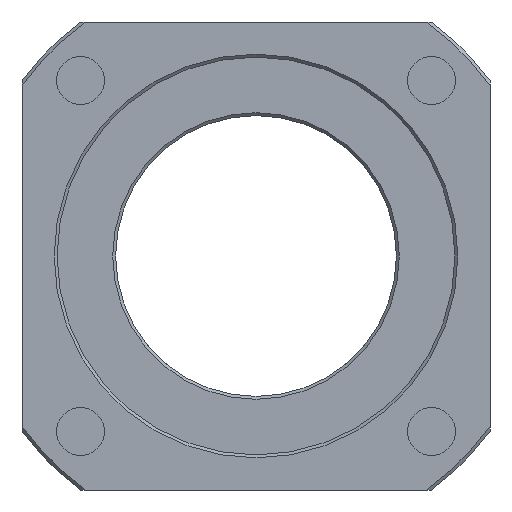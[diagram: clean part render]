
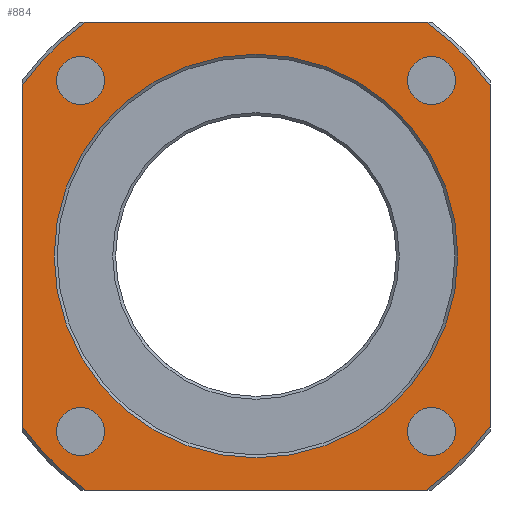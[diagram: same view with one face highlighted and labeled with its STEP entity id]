
A CAD part, front view. The second image highlights one B-rep face of the part: STEP entity #884.
In plain terms, the highlighted planar face has unit normal (0, -1, 0).
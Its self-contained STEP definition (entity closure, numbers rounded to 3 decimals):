
#73=LINE('',#1274,#105);
#74=LINE('',#1278,#106);
#75=LINE('',#1282,#107);
#76=LINE('',#1285,#108);
#105=VECTOR('',#1045,58.318);
#106=VECTOR('',#1048,58.318);
#107=VECTOR('',#1051,58.318);
#108=VECTOR('',#1054,58.318);
#137=PLANE('',#938);
#151=FACE_BOUND('',#237,.T.);
#152=FACE_BOUND('',#238,.T.);
#153=FACE_BOUND('',#239,.T.);
#154=FACE_BOUND('',#240,.T.);
#155=FACE_BOUND('',#241,.T.);
#185=FACE_OUTER_BOUND('',#236,.T.);
#236=EDGE_LOOP('',(#576,#577,#578,#579,#580,#581,#582,#583));
#237=EDGE_LOOP('',(#584));
#238=EDGE_LOOP('',(#585));
#239=EDGE_LOOP('',(#586));
#240=EDGE_LOOP('',(#587));
#241=EDGE_LOOP('',(#588));
#318=CIRCLE('',#936,34.5);
#320=CIRCLE('',#939,49.5);
#321=CIRCLE('',#940,49.5);
#322=CIRCLE('',#941,49.5);
#323=CIRCLE('',#942,49.5);
#324=CIRCLE('',#943,4.1);
#325=CIRCLE('',#944,4.1);
#326=CIRCLE('',#945,4.1);
#327=CIRCLE('',#946,4.1);
#366=VERTEX_POINT('',#1265);
#368=VERTEX_POINT('',#1270);
#369=VERTEX_POINT('',#1271);
#370=VERTEX_POINT('',#1273);
#371=VERTEX_POINT('',#1275);
#372=VERTEX_POINT('',#1277);
#373=VERTEX_POINT('',#1279);
#374=VERTEX_POINT('',#1281);
#375=VERTEX_POINT('',#1283);
#376=VERTEX_POINT('',#1286);
#377=VERTEX_POINT('',#1288);
#378=VERTEX_POINT('',#1290);
#379=VERTEX_POINT('',#1292);
#454=EDGE_CURVE('',#366,#366,#318,.T.);
#456=EDGE_CURVE('',#368,#369,#320,.T.);
#457=EDGE_CURVE('',#368,#370,#73,.T.);
#458=EDGE_CURVE('',#371,#370,#321,.T.);
#459=EDGE_CURVE('',#371,#372,#74,.T.);
#460=EDGE_CURVE('',#373,#372,#322,.T.);
#461=EDGE_CURVE('',#373,#374,#75,.T.);
#462=EDGE_CURVE('',#375,#374,#323,.T.);
#463=EDGE_CURVE('',#375,#369,#76,.T.);
#464=EDGE_CURVE('',#376,#376,#324,.T.);
#465=EDGE_CURVE('',#377,#377,#325,.T.);
#466=EDGE_CURVE('',#378,#378,#326,.T.);
#467=EDGE_CURVE('',#379,#379,#327,.T.);
#576=ORIENTED_EDGE('',*,*,#456,.F.);
#577=ORIENTED_EDGE('',*,*,#457,.T.);
#578=ORIENTED_EDGE('',*,*,#458,.F.);
#579=ORIENTED_EDGE('',*,*,#459,.T.);
#580=ORIENTED_EDGE('',*,*,#460,.F.);
#581=ORIENTED_EDGE('',*,*,#461,.T.);
#582=ORIENTED_EDGE('',*,*,#462,.F.);
#583=ORIENTED_EDGE('',*,*,#463,.T.);
#584=ORIENTED_EDGE('',*,*,#464,.T.);
#585=ORIENTED_EDGE('',*,*,#465,.T.);
#586=ORIENTED_EDGE('',*,*,#466,.T.);
#587=ORIENTED_EDGE('',*,*,#467,.T.);
#588=ORIENTED_EDGE('',*,*,#454,.F.);
#884=ADVANCED_FACE('',(#185,#151,#152,#153,#154,#155),#137,.T.);
#936=AXIS2_PLACEMENT_3D('',#1266,#1037,#1038);
#938=AXIS2_PLACEMENT_3D('',#1269,#1041,#1042);
#939=AXIS2_PLACEMENT_3D('',#1272,#1043,#1044);
#940=AXIS2_PLACEMENT_3D('',#1276,#1046,#1047);
#941=AXIS2_PLACEMENT_3D('',#1280,#1049,#1050);
#942=AXIS2_PLACEMENT_3D('',#1284,#1052,#1053);
#943=AXIS2_PLACEMENT_3D('',#1287,#1055,#1056);
#944=AXIS2_PLACEMENT_3D('',#1289,#1057,#1058);
#945=AXIS2_PLACEMENT_3D('',#1291,#1059,#1060);
#946=AXIS2_PLACEMENT_3D('',#1293,#1061,#1062);
#1037=DIRECTION('center_axis',(0.,-1.,0.));
#1038=DIRECTION('ref_axis',(-1.,0.,0.));
#1041=DIRECTION('center_axis',(0.,-1.,0.));
#1042=DIRECTION('ref_axis',(0.,0.,-1.));
#1043=DIRECTION('center_axis',(0.,1.,0.));
#1044=DIRECTION('ref_axis',(-1.,0.,0.));
#1045=DIRECTION('',(1.,0.,0.));
#1046=DIRECTION('center_axis',(0.,1.,0.));
#1047=DIRECTION('ref_axis',(1.,0.,0.));
#1048=DIRECTION('',(0.,0.,1.));
#1049=DIRECTION('center_axis',(0.,1.,0.));
#1050=DIRECTION('ref_axis',(1.,0.,0.));
#1051=DIRECTION('',(-1.,0.,0.));
#1052=DIRECTION('center_axis',(0.,1.,0.));
#1053=DIRECTION('ref_axis',(-1.,0.,0.));
#1054=DIRECTION('',(0.,0.,-1.));
#1055=DIRECTION('center_axis',(0.,1.,0.));
#1056=DIRECTION('ref_axis',(1.,0.,0.));
#1057=DIRECTION('center_axis',(0.,1.,0.));
#1058=DIRECTION('ref_axis',(1.,0.,0.));
#1059=DIRECTION('center_axis',(0.,1.,0.));
#1060=DIRECTION('ref_axis',(1.,0.,0.));
#1061=DIRECTION('center_axis',(0.,1.,0.));
#1062=DIRECTION('ref_axis',(1.,0.,0.));
#1265=CARTESIAN_POINT('',(34.5,0.,0.));
#1266=CARTESIAN_POINT('Origin',(0.,0.,0.));
#1269=CARTESIAN_POINT('Origin',(42.,0.,0.));
#1270=CARTESIAN_POINT('',(-29.159,0.,-40.));
#1271=CARTESIAN_POINT('',(-40.,0.,-29.159));
#1272=CARTESIAN_POINT('Origin',(0.,0.,0.));
#1273=CARTESIAN_POINT('',(29.159,0.,-40.));
#1274=CARTESIAN_POINT('',(6.,0.,-40.));
#1275=CARTESIAN_POINT('',(40.,0.,-29.159));
#1276=CARTESIAN_POINT('Origin',(0.,0.,0.));
#1277=CARTESIAN_POINT('',(40.,0.,29.159));
#1278=CARTESIAN_POINT('',(40.,0.,-15.));
#1279=CARTESIAN_POINT('',(29.159,0.,40.));
#1280=CARTESIAN_POINT('Origin',(0.,0.,0.));
#1281=CARTESIAN_POINT('',(-29.159,0.,40.));
#1282=CARTESIAN_POINT('',(36.,0.,40.));
#1283=CARTESIAN_POINT('',(-40.,0.,29.159));
#1284=CARTESIAN_POINT('Origin',(0.,0.,0.));
#1285=CARTESIAN_POINT('',(-40.,0.,15.));
#1286=CARTESIAN_POINT('',(25.9,0.,-30.));
#1287=CARTESIAN_POINT('Origin',(30.,0.,-30.));
#1288=CARTESIAN_POINT('',(-34.1,0.,30.));
#1289=CARTESIAN_POINT('Origin',(-30.,0.,30.));
#1290=CARTESIAN_POINT('',(-34.1,0.,-30.));
#1291=CARTESIAN_POINT('Origin',(-30.,0.,-30.));
#1292=CARTESIAN_POINT('',(25.9,0.,30.));
#1293=CARTESIAN_POINT('Origin',(30.,0.,30.));
